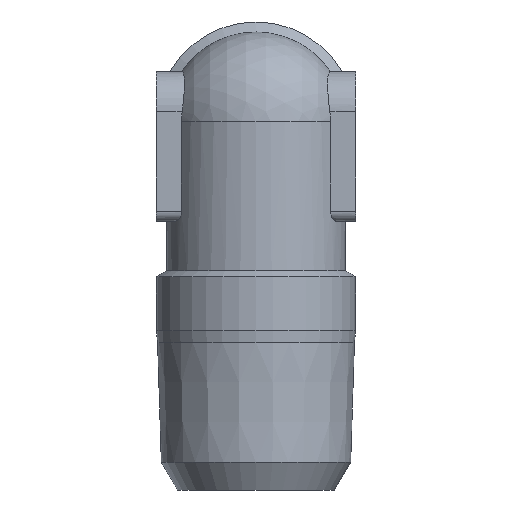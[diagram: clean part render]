
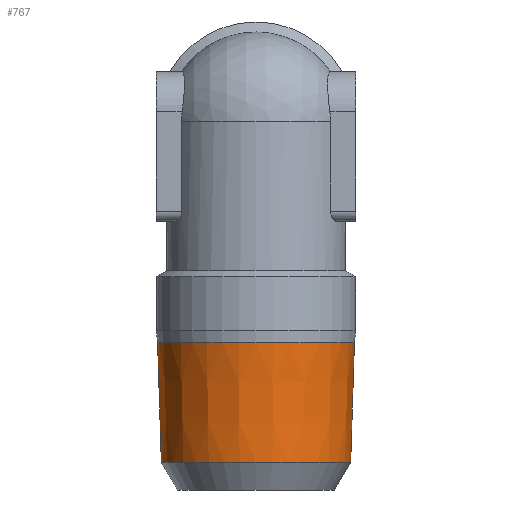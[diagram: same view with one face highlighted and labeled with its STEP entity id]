
A CAD part, left-side view. The second image highlights one B-rep face of the part: STEP entity #767.
In plain terms, the highlighted conical face has half-angle 1.79 degrees and reference radius 4.942 mm.
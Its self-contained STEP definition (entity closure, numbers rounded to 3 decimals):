
#165=FACE_BOUND('',#236,.T.);
#185=FACE_OUTER_BOUND('',#235,.T.);
#235=EDGE_LOOP('',(#534));
#236=EDGE_LOOP('',(#535));
#305=CIRCLE('',#820,4.755);
#306=CIRCLE('',#821,4.942);
#346=VERTEX_POINT('',#1164);
#347=VERTEX_POINT('',#1166);
#424=EDGE_CURVE('',#346,#346,#305,.T.);
#425=EDGE_CURVE('',#347,#347,#306,.T.);
#534=ORIENTED_EDGE('',*,*,#424,.F.);
#535=ORIENTED_EDGE('',*,*,#425,.T.);
#754=CONICAL_SURFACE('',#819,4.942,1.79);
#767=ADVANCED_FACE('',(#185,#165),#754,.T.);
#819=AXIS2_PLACEMENT_3D('',#1163,#920,#921);
#820=AXIS2_PLACEMENT_3D('',#1165,#922,#923);
#821=AXIS2_PLACEMENT_3D('',#1167,#924,#925);
#920=DIRECTION('center_axis',(0.,0.,1.));
#921=DIRECTION('ref_axis',(0.,-1.,0.));
#922=DIRECTION('center_axis',(0.,0.,-1.));
#923=DIRECTION('ref_axis',(0.,-1.,0.));
#924=DIRECTION('center_axis',(0.,0.,-1.));
#925=DIRECTION('ref_axis',(0.,-1.,0.));
#1163=CARTESIAN_POINT('Origin',(12.286,7.526,15.025));
#1164=CARTESIAN_POINT('',(12.286,2.771,9.025));
#1165=CARTESIAN_POINT('Origin',(12.286,7.526,9.025));
#1166=CARTESIAN_POINT('',(12.286,12.468,15.025));
#1167=CARTESIAN_POINT('Origin',(12.286,7.526,15.025));
